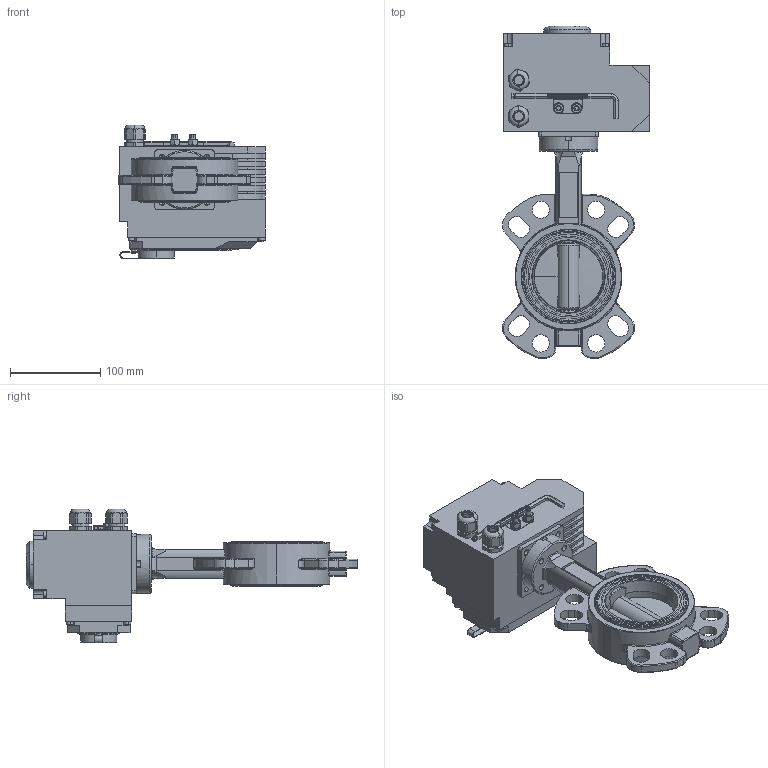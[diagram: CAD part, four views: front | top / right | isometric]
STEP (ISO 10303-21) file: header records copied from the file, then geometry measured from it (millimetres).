
FILE_DESCRIPTION (( 'STEP AP203' ), '1' );
FILE_NAME ('J9_DN80_AOX.STEP', '2023-02-17T08:26:24', ( '' ), ( '' ), 'SwSTEP 2.0', 'SolidWorks 2017', '' );
FILE_SCHEMA (( 'CONFIG_CONTROL_DESIGN' ));
Length unit declared in the file: millimetre
Products named in the file (1): J9_DN80_AOX
Bounding box: 162.42 x 367 x 148 mm (x, y, z)
Volume: 2169232.7 mm3; surface area: 200634.3 mm2
Topology: 1 solids, 6 shells, 1078 faces, 2739 edges, 1681 vertices
Faces by surface type: plane 467, cylinder 298, cone 136, torus 130, bspline 41, sphere 6
Entity records: 34593 total; most frequent: CARTESIAN_POINT 8729, DIRECTION 5478, ORIENTED_EDGE 5384, EDGE_CURVE 2692, AXIS2_PLACEMENT_3D 2056, VERTEX_POINT 1681, LINE 1366, VECTOR 1366
